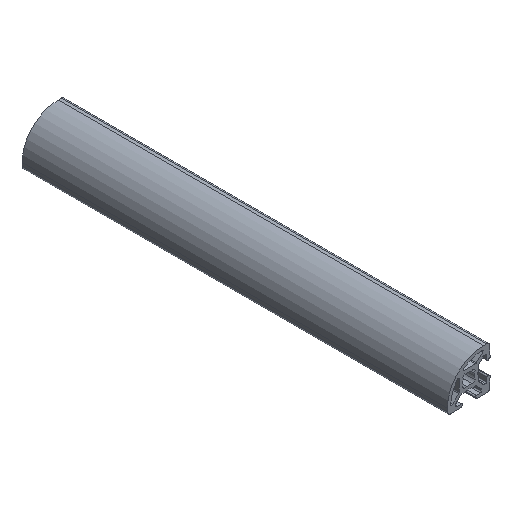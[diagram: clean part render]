
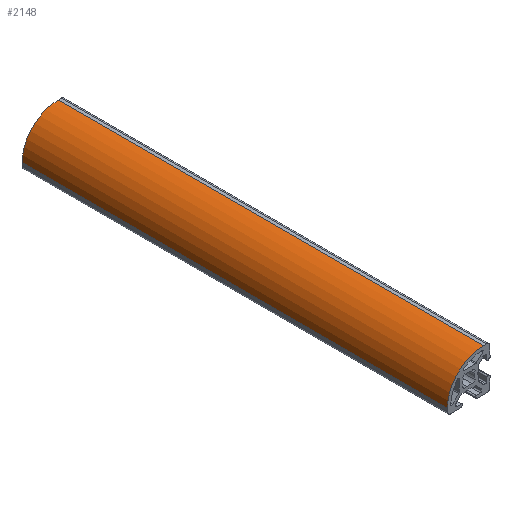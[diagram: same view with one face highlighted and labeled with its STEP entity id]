
A CAD part, isometric view. The second image highlights one B-rep face of the part: STEP entity #2148.
In plain terms, the highlighted cylindrical face has radius 17 mm (diameter 34 mm), a partial arc.
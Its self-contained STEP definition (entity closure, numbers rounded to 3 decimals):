
#43 = DIRECTION ( 'NONE',  ( 0., -1., 0. ) ) ;
#96 = EDGE_CURVE ( 'NONE', #2817, #2982, #2141, .T. ) ;
#267 = ORIENTED_EDGE ( 'NONE', *, *, #2921, .T. ) ;
#318 = DIRECTION ( 'NONE',  ( 0., 0., 1. ) ) ;
#510 = CARTESIAN_POINT ( 'NONE',  ( -10., 0., -7. ) ) ;
#608 = CARTESIAN_POINT ( 'NONE',  ( 7., 0., -7. ) ) ;
#679 = ORIENTED_EDGE ( 'NONE', *, *, #96, .T. ) ;
#778 = DIRECTION ( 'NONE',  ( 0., 1., 0. ) ) ;
#792 = CARTESIAN_POINT ( 'NONE',  ( -10., 200., -7. ) ) ;
#887 = DIRECTION ( 'NONE',  ( 0., 1., 0. ) ) ;
#929 = VERTEX_POINT ( 'NONE', #510 ) ;
#1050 = CARTESIAN_POINT ( 'NONE',  ( -10., 0., -7. ) ) ;
#1100 = ORIENTED_EDGE ( 'NONE', *, *, #2947, .T. ) ;
#1104 = VERTEX_POINT ( 'NONE', #2866 ) ;
#1219 = CIRCLE ( 'NONE', #3639, 17. ) ;
#1427 = CARTESIAN_POINT ( 'NONE',  ( 7., 0., -7. ) ) ;
#1651 = EDGE_LOOP ( 'NONE', ( #2847, #1100, #679, #267 ) ) ;
#1835 = AXIS2_PLACEMENT_3D ( 'NONE', #1427, #3193, #3509 ) ;
#1842 = CARTESIAN_POINT ( 'NONE',  ( 7., 200., 10. ) ) ;
#1845 = VECTOR ( 'NONE', #3582, 1000. ) ;
#1880 = CARTESIAN_POINT ( 'NONE',  ( 7., 0., 10. ) ) ;
#1990 = CYLINDRICAL_SURFACE ( 'NONE', #1835, 17. ) ;
#2070 = EDGE_CURVE ( 'NONE', #929, #1104, #1219, .T. ) ;
#2141 = CIRCLE ( 'NONE', #3023, 17. ) ;
#2148 = ADVANCED_FACE ( 'NONE', ( #2662 ), #1990, .T. ) ;
#2653 = LINE ( 'NONE', #1050, #1845 ) ;
#2662 = FACE_OUTER_BOUND ( 'NONE', #1651, .T. ) ;
#2793 = VECTOR ( 'NONE', #778, 1000. ) ;
#2817 = VERTEX_POINT ( 'NONE', #1842 ) ;
#2847 = ORIENTED_EDGE ( 'NONE', *, *, #2070, .T. ) ;
#2858 = DIRECTION ( 'NONE',  ( 0., 0., 1. ) ) ;
#2866 = CARTESIAN_POINT ( 'NONE',  ( 7., 0., 10. ) ) ;
#2921 = EDGE_CURVE ( 'NONE', #2982, #929, #2653, .T. ) ;
#2947 = EDGE_CURVE ( 'NONE', #1104, #2817, #3326, .T. ) ;
#2982 = VERTEX_POINT ( 'NONE', #792 ) ;
#3023 = AXIS2_PLACEMENT_3D ( 'NONE', #3407, #43, #318 ) ;
#3193 = DIRECTION ( 'NONE',  ( 0., 1., 0. ) ) ;
#3326 = LINE ( 'NONE', #1880, #2793 ) ;
#3407 = CARTESIAN_POINT ( 'NONE',  ( 7., 200., -7. ) ) ;
#3509 = DIRECTION ( 'NONE',  ( 0., 0., 1. ) ) ;
#3582 = DIRECTION ( 'NONE',  ( 0., -1., 0. ) ) ;
#3639 = AXIS2_PLACEMENT_3D ( 'NONE', #608, #887, #2858 ) ;
